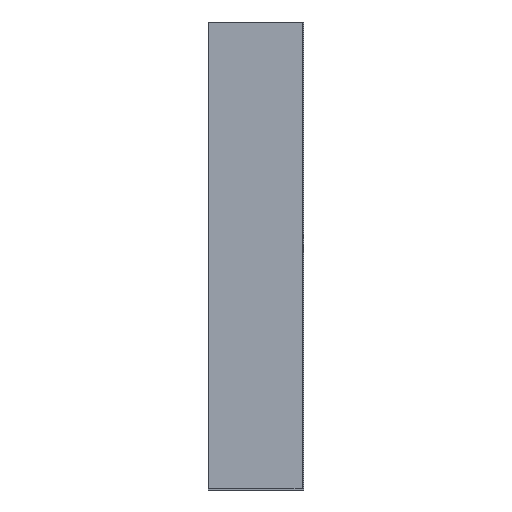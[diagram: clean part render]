
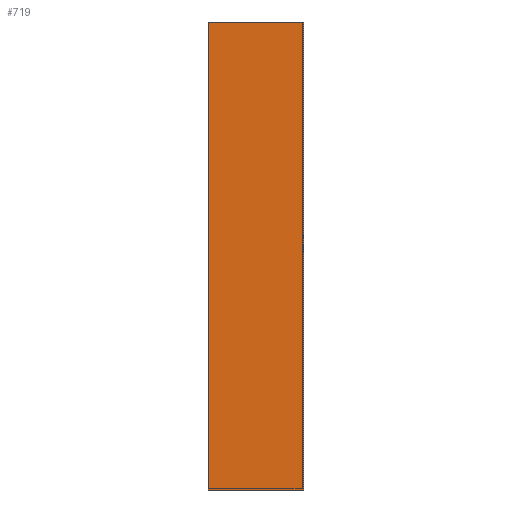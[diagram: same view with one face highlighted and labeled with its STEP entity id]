
A CAD part, left-side view. The second image highlights one B-rep face of the part: STEP entity #719.
In plain terms, the highlighted planar face has unit normal (-1, 0, 0).
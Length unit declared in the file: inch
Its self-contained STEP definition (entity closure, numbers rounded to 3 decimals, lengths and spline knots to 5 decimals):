
#59 = CARTESIAN_POINT ( 'NONE',  ( -8.5, 0., -8. ) ) ;
#121 = LINE ( 'NONE', #1238, #607 ) ;
#128 = CARTESIAN_POINT ( 'NONE',  ( -8.5, 3.25, -8. ) ) ;
#207 = CARTESIAN_POINT ( 'NONE',  ( -8.5, 0., 7.9375 ) ) ;
#242 = ORIENTED_EDGE ( 'NONE', *, *, #2152, .F. ) ;
#338 = VERTEX_POINT ( 'NONE', #1503 ) ;
#417 = VERTEX_POINT ( 'NONE', #59 ) ;
#443 = FACE_OUTER_BOUND ( 'NONE', #941, .T. ) ;
#478 = DIRECTION ( 'NONE',  ( 0., 0., 1. ) ) ;
#553 = VERTEX_POINT ( 'NONE', #2178 ) ;
#607 = VECTOR ( 'NONE', #478, 39.37008 ) ;
#679 = VERTEX_POINT ( 'NONE', #207 ) ;
#689 = DIRECTION ( 'NONE',  ( 0., -1., 0. ) ) ;
#691 = EDGE_CURVE ( 'NONE', #417, #679, #752, .T. ) ;
#719 = ADVANCED_FACE ( 'NONE', ( #443 ), #2306, .F. ) ;
#752 = LINE ( 'NONE', #1487, #1165 ) ;
#759 = LINE ( 'NONE', #1495, #2165 ) ;
#833 = VECTOR ( 'NONE', #689, 39.37008 ) ;
#941 = EDGE_LOOP ( 'NONE', ( #1233, #242, #1096, #1757 ) ) ;
#965 = EDGE_CURVE ( 'NONE', #338, #417, #759, .T. ) ;
#1054 = DIRECTION ( 'NONE',  ( 0., 0., -1. ) ) ;
#1096 = ORIENTED_EDGE ( 'NONE', *, *, #965, .T. ) ;
#1165 = VECTOR ( 'NONE', #1657, 39.37008 ) ;
#1199 = DIRECTION ( 'NONE',  ( 1., 0., 0. ) ) ;
#1233 = ORIENTED_EDGE ( 'NONE', *, *, #1787, .F. ) ;
#1238 = CARTESIAN_POINT ( 'NONE',  ( -8.5, 3.25, -8. ) ) ;
#1324 = AXIS2_PLACEMENT_3D ( 'NONE', #128, #1199, #1054 ) ;
#1487 = CARTESIAN_POINT ( 'NONE',  ( -8.5, 0., -8. ) ) ;
#1495 = CARTESIAN_POINT ( 'NONE',  ( -8.5, 3.25, -8. ) ) ;
#1503 = CARTESIAN_POINT ( 'NONE',  ( -8.5, 3.25, -8. ) ) ;
#1657 = DIRECTION ( 'NONE',  ( 0., 0., 1. ) ) ;
#1751 = CARTESIAN_POINT ( 'NONE',  ( -8.5, 3.25, 7.9375 ) ) ;
#1757 = ORIENTED_EDGE ( 'NONE', *, *, #691, .T. ) ;
#1787 = EDGE_CURVE ( 'NONE', #553, #679, #2117, .T. ) ;
#2117 = LINE ( 'NONE', #1751, #833 ) ;
#2152 = EDGE_CURVE ( 'NONE', #338, #553, #121, .T. ) ;
#2165 = VECTOR ( 'NONE', #2216, 39.37008 ) ;
#2178 = CARTESIAN_POINT ( 'NONE',  ( -8.5, 3.25, 7.9375 ) ) ;
#2216 = DIRECTION ( 'NONE',  ( 0., -1., 0. ) ) ;
#2306 = PLANE ( 'NONE',  #1324 ) ;
